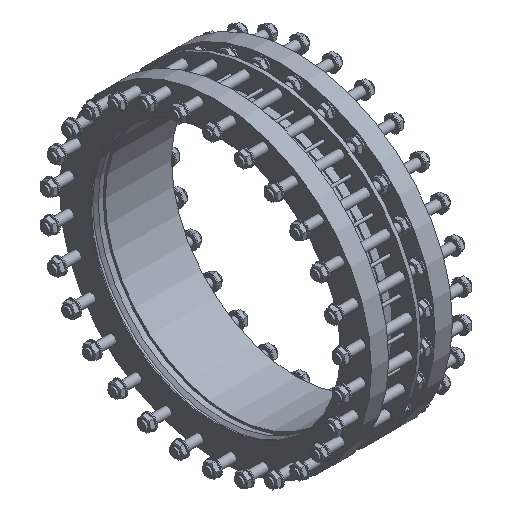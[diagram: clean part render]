
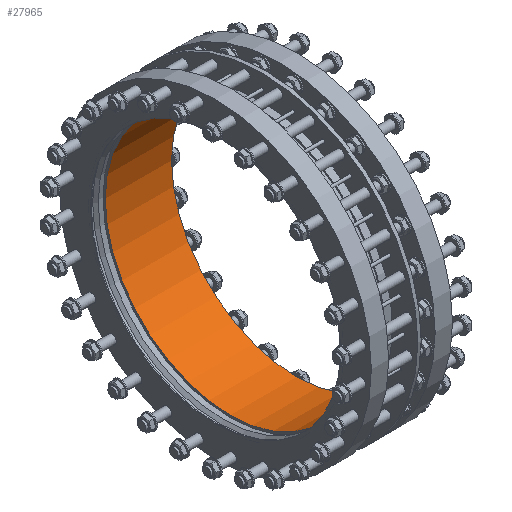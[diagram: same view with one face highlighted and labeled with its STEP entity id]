
A CAD part, isometric view. The second image highlights one B-rep face of the part: STEP entity #27965.
In plain terms, the highlighted cylindrical face has radius 446.9 mm (diameter 893.8 mm), a full revolution.
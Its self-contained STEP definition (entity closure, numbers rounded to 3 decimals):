
#4273=FACE_OUTER_BOUND('',#6423,.T.);
#6423=EDGE_LOOP('',(#24247,#24248,#24249,#24250,#24251,#24252));
#7973=LINE('',#47158,#9387);
#9387=VECTOR('',#37777,446.9);
#11067=CIRCLE('',#30971,446.9);
#11068=CIRCLE('',#30972,446.9);
#11069=CIRCLE('',#30974,446.9);
#11070=CIRCLE('',#30975,446.9);
#13421=VERTEX_POINT('',#47152);
#13422=VERTEX_POINT('',#47153);
#13423=VERTEX_POINT('',#47157);
#13424=VERTEX_POINT('',#47159);
#17171=EDGE_CURVE('',#13421,#13422,#11067,.T.);
#17172=EDGE_CURVE('',#13422,#13421,#11068,.T.);
#17173=EDGE_CURVE('',#13422,#13423,#7973,.T.);
#17174=EDGE_CURVE('',#13424,#13423,#11069,.T.);
#17175=EDGE_CURVE('',#13423,#13424,#11070,.T.);
#24247=ORIENTED_EDGE('',*,*,#17171,.T.);
#24248=ORIENTED_EDGE('',*,*,#17173,.T.);
#24249=ORIENTED_EDGE('',*,*,#17174,.F.);
#24250=ORIENTED_EDGE('',*,*,#17175,.F.);
#24251=ORIENTED_EDGE('',*,*,#17173,.F.);
#24252=ORIENTED_EDGE('',*,*,#17172,.T.);
#26713=CYLINDRICAL_SURFACE('',#30973,446.9);
#27965=ADVANCED_FACE('',(#4273),#26713,.F.);
#30971=AXIS2_PLACEMENT_3D('',#47154,#37771,#37772);
#30972=AXIS2_PLACEMENT_3D('',#47155,#37773,#37774);
#30973=AXIS2_PLACEMENT_3D('',#47156,#37775,#37776);
#30974=AXIS2_PLACEMENT_3D('',#47160,#37778,#37779);
#30975=AXIS2_PLACEMENT_3D('',#47161,#37780,#37781);
#37771=DIRECTION('center_axis',(1.,0.,0.));
#37772=DIRECTION('ref_axis',(0.,0.,-1.));
#37773=DIRECTION('center_axis',(1.,0.,0.));
#37774=DIRECTION('ref_axis',(0.,0.,-1.));
#37775=DIRECTION('center_axis',(1.,0.,0.));
#37776=DIRECTION('ref_axis',(0.,1.,0.));
#37777=DIRECTION('',(-1.,0.,0.));
#37778=DIRECTION('center_axis',(1.,0.,0.));
#37779=DIRECTION('ref_axis',(0.,0.,-1.));
#37780=DIRECTION('center_axis',(1.,0.,0.));
#37781=DIRECTION('ref_axis',(0.,0.,-1.));
#47152=CARTESIAN_POINT('',(290.,446.9,0.));
#47153=CARTESIAN_POINT('',(290.,-446.9,0.));
#47154=CARTESIAN_POINT('Origin',(290.,0.,0.));
#47155=CARTESIAN_POINT('Origin',(290.,0.,0.));
#47156=CARTESIAN_POINT('Origin',(171.5,0.,0.));
#47157=CARTESIAN_POINT('',(53.,-446.9,0.));
#47158=CARTESIAN_POINT('',(171.5,-446.9,0.));
#47159=CARTESIAN_POINT('',(53.,446.9,0.));
#47160=CARTESIAN_POINT('Origin',(53.,0.,0.));
#47161=CARTESIAN_POINT('Origin',(53.,0.,0.));
